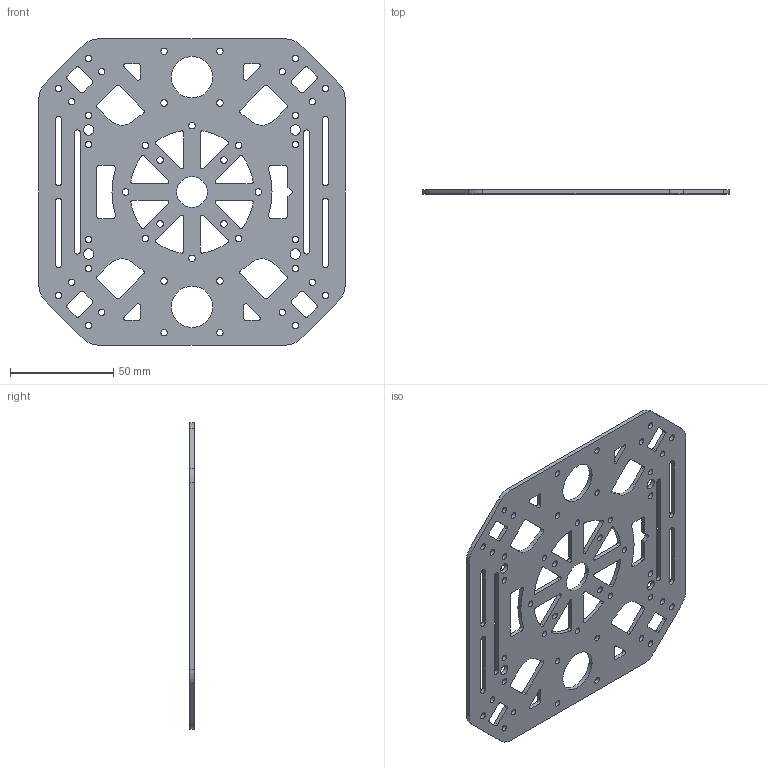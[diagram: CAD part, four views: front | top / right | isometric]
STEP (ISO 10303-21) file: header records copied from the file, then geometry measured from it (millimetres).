
FILE_DESCRIPTION((''),'2;1');
FILE_NAME('BAN-BOTTOM','2020-11-30T16:52:01',('QGLing'),(''),'CREO PARAMETRIC BY PTC INC, 2016510','CREO PARAMETRIC BY PTC INC, 2016510','');
FILE_SCHEMA(('CONFIG_CONTROL_DESIGN'));
Length unit declared in the file: millimetre
Products named in the file (1): BAN-BOTTOM
Bounding box: 148 x 2 x 148 mm (x, y, z)
Volume: 31084.2 mm3; surface area: 36633.2 mm2
Topology: 1 solids, 1 shells, 302 faces, 900 edges, 600 vertices
Faces by surface type: cylinder 215, plane 87
Entity records: 10708 total; most frequent: DIRECTION 1934, CARTESIAN_POINT 1802, ORIENTED_EDGE 1800, EDGE_CURVE 900, AXIS2_PLACEMENT_3D 732, VERTEX_POINT 600, VECTOR 470, LINE 470
